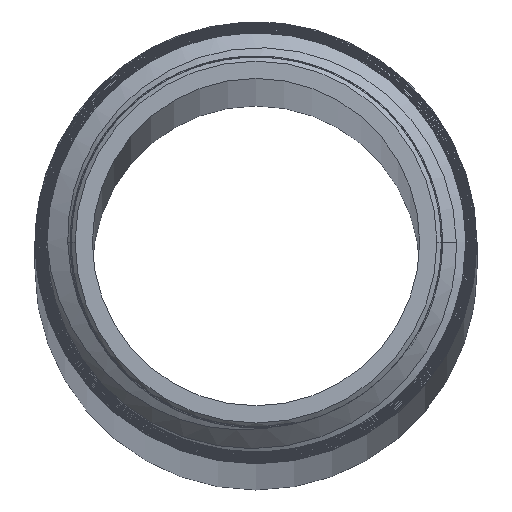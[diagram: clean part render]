
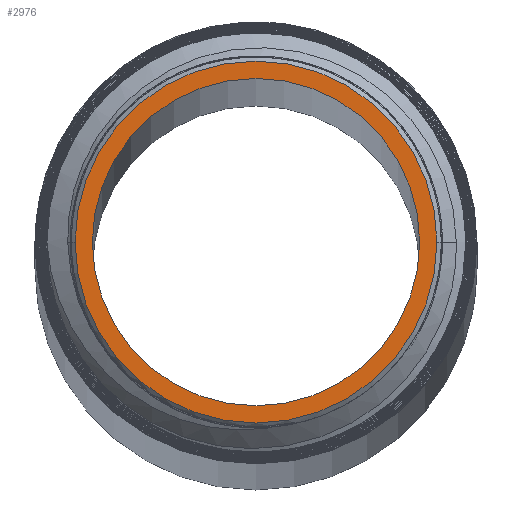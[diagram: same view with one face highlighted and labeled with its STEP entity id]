
A CAD part, top view. The second image highlights one B-rep face of the part: STEP entity #2976.
In plain terms, the highlighted planar face has unit normal (0, 0, 1).
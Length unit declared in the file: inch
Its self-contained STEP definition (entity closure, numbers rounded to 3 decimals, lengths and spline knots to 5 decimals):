
#88 = DIRECTION ( 'NONE',  ( 1., 0., 0. ) ) ;
#232 = ORIENTED_EDGE ( 'NONE', *, *, #10080, .T. ) ;
#723 = PLANE ( 'NONE',  #5021 ) ;
#1450 = DIRECTION ( 'NONE',  ( 1., 0., 0. ) ) ;
#2440 = CARTESIAN_POINT ( 'NONE',  ( 0., 0., 15. ) ) ;
#2641 = AXIS2_PLACEMENT_3D ( 'NONE', #2440, #4781, #10479 ) ;
#2976 = ADVANCED_FACE ( 'NONE', ( #5312, #8496 ), #723, .F. ) ;
#3230 = EDGE_CURVE ( 'NONE', #5104, #6486, #10622, .T. ) ;
#3333 = DIRECTION ( 'NONE',  ( 0., 0., 1. ) ) ;
#3440 = CARTESIAN_POINT ( 'NONE',  ( 0., 0., 15. ) ) ;
#3521 = EDGE_CURVE ( 'NONE', #12189, #13407, #12547, .T. ) ;
#3870 = CIRCLE ( 'NONE', #7503, 0.34376 ) ;
#3961 = DIRECTION ( 'NONE',  ( 0., 0., 1. ) ) ;
#4220 = DIRECTION ( 'NONE',  ( 0., 0., -1. ) ) ;
#4226 = ORIENTED_EDGE ( 'NONE', *, *, #3230, .T. ) ;
#4532 = AXIS2_PLACEMENT_3D ( 'NONE', #9292, #3961, #1450 ) ;
#4781 = DIRECTION ( 'NONE',  ( 0., 0., 1. ) ) ;
#5021 = AXIS2_PLACEMENT_3D ( 'NONE', #8580, #4220, #11996 ) ;
#5104 = VERTEX_POINT ( 'NONE', #12907 ) ;
#5312 = FACE_BOUND ( 'NONE', #8118, .T. ) ;
#5712 = DIRECTION ( 'NONE',  ( 1., 0., 0. ) ) ;
#6486 = VERTEX_POINT ( 'NONE', #11031 ) ;
#7503 = AXIS2_PLACEMENT_3D ( 'NONE', #10133, #3333, #5712 ) ;
#7670 = CARTESIAN_POINT ( 'NONE',  ( 0.311, 0., 15. ) ) ;
#8118 = EDGE_LOOP ( 'NONE', ( #11185, #9340 ) ) ;
#8217 = CARTESIAN_POINT ( 'NONE',  ( -0.311, 0., 15. ) ) ;
#8496 = FACE_OUTER_BOUND ( 'NONE', #9538, .T. ) ;
#8580 = CARTESIAN_POINT ( 'NONE',  ( 0., 0.311, 15. ) ) ;
#9059 = DIRECTION ( 'NONE',  ( 0., 0., 1. ) ) ;
#9292 = CARTESIAN_POINT ( 'NONE',  ( 0., 0., 15. ) ) ;
#9340 = ORIENTED_EDGE ( 'NONE', *, *, #3521, .F. ) ;
#9538 = EDGE_LOOP ( 'NONE', ( #232, #4226 ) ) ;
#10080 = EDGE_CURVE ( 'NONE', #6486, #5104, #3870, .T. ) ;
#10133 = CARTESIAN_POINT ( 'NONE',  ( 0., 0., 15. ) ) ;
#10479 = DIRECTION ( 'NONE',  ( 1., 0., 0. ) ) ;
#10622 = CIRCLE ( 'NONE', #11867, 0.34376 ) ;
#11031 = CARTESIAN_POINT ( 'NONE',  ( -0.34376, 0., 15. ) ) ;
#11185 = ORIENTED_EDGE ( 'NONE', *, *, #14161, .F. ) ;
#11867 = AXIS2_PLACEMENT_3D ( 'NONE', #3440, #9059, #88 ) ;
#11996 = DIRECTION ( 'NONE',  ( -1., 0., 0. ) ) ;
#12189 = VERTEX_POINT ( 'NONE', #8217 ) ;
#12520 = CIRCLE ( 'NONE', #2641, 0.311 ) ;
#12547 = CIRCLE ( 'NONE', #4532, 0.311 ) ;
#12907 = CARTESIAN_POINT ( 'NONE',  ( 0.34376, 0., 15. ) ) ;
#13407 = VERTEX_POINT ( 'NONE', #7670 ) ;
#14161 = EDGE_CURVE ( 'NONE', #13407, #12189, #12520, .T. ) ;
